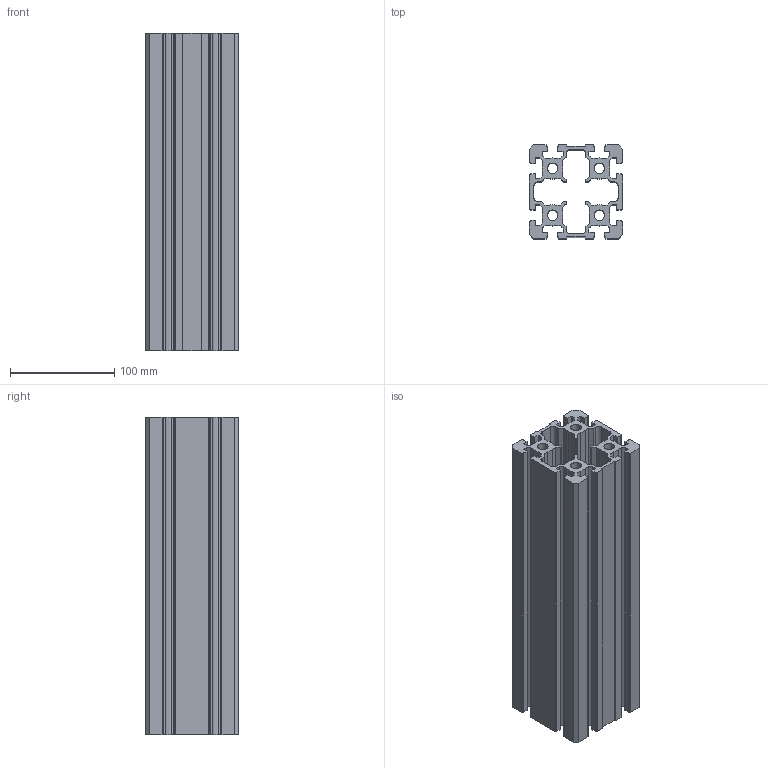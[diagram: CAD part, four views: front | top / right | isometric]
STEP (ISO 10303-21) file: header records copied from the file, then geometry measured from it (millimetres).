
FILE_DESCRIPTION (( 'STEP AP203' ), '1' );
FILE_NAME ('45-9090C.step', '2022-09-20T12:18:17', ( '' ), ( '' ), 'SwSTEP 2.0', 'SolidWorks 2021', '' );
FILE_SCHEMA (( 'CONFIG_CONTROL_DESIGN' ));
Length unit declared in the file: millimetre
Products named in the file (1): 45-9090C
Bounding box: 90 x 90 x 304.8 mm (x, y, z)
Volume: 905017.9 mm3; surface area: 358200.7 mm2
Topology: 1 solids, 1 shells, 292 faces, 870 edges, 580 vertices
Faces by surface type: plane 190, cylinder 102
Entity records: 9895 total; most frequent: CARTESIAN_POINT 1743, ORIENTED_EDGE 1740, DIRECTION 1660, EDGE_CURVE 870, VECTOR 666, LINE 666, VERTEX_POINT 580, AXIS2_PLACEMENT_3D 497
